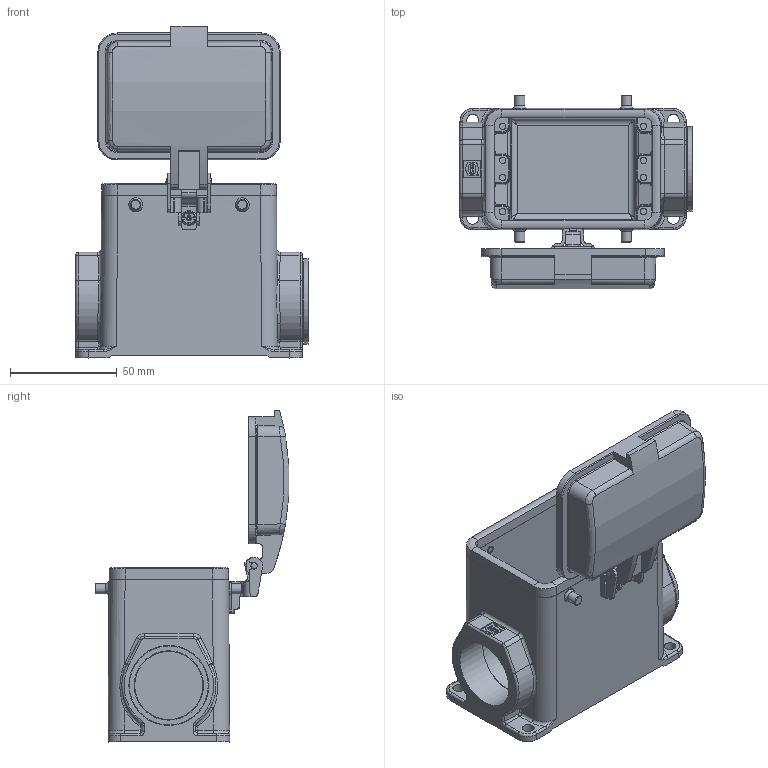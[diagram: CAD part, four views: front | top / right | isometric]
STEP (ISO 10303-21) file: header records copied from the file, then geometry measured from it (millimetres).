
FILE_DESCRIPTION((''),'2;1');
FILE_NAME('05200320265.stp','2020-07-08T08:07:12',('e.eickhoff'),(''),'Autodesk Inventor 2012','Autodesk Inventor 2012','');
FILE_SCHEMA(('AUTOMOTIVE_DESIGN { 1 0 10303 214 1 1 1 1 }'));
Length unit declared in the file: millimetre
Products named in the file (4): 05200320265; M32-PG29 Adapter; KBRM32
Assembly tree (4 placements, depth 2):
  05200320265
    05200320265
    M32-PG29 Adapter  x2
    KBRM32
Bounding box: 108.76 x 90.79 x 155.58 mm (x, y, z)
Volume: 169576.9 mm3; surface area: 89410 mm2
Topology: 5 solids, 5 shells, 768 faces, 1931 edges, 1216 vertices
Faces by surface type: plane 366, cylinder 249, bspline 92, torus 30, cone 29, sphere 2
Full cylindrical faces by diameter (mm): 0.378 x1, 0.583 x1, 2.95 x4, 3 x10, 3.69 x4, 4.8 x4, 5.5 x4, 6 x1, 6.5 x4, 7 x1, 8 x1, 32 x2, 32.5 x3, 35.5 x1, 37 x2, 37.5 x2, 40 x1
Entity records: 28209 total; most frequent: CARTESIAN_POINT 9695, ORIENTED_EDGE 3676, DIRECTION 3526, EDGE_CURVE 1838, AXIS2_PLACEMENT_3D 1230, VERTEX_POINT 1192, VECTOR 1066, LINE 1066
